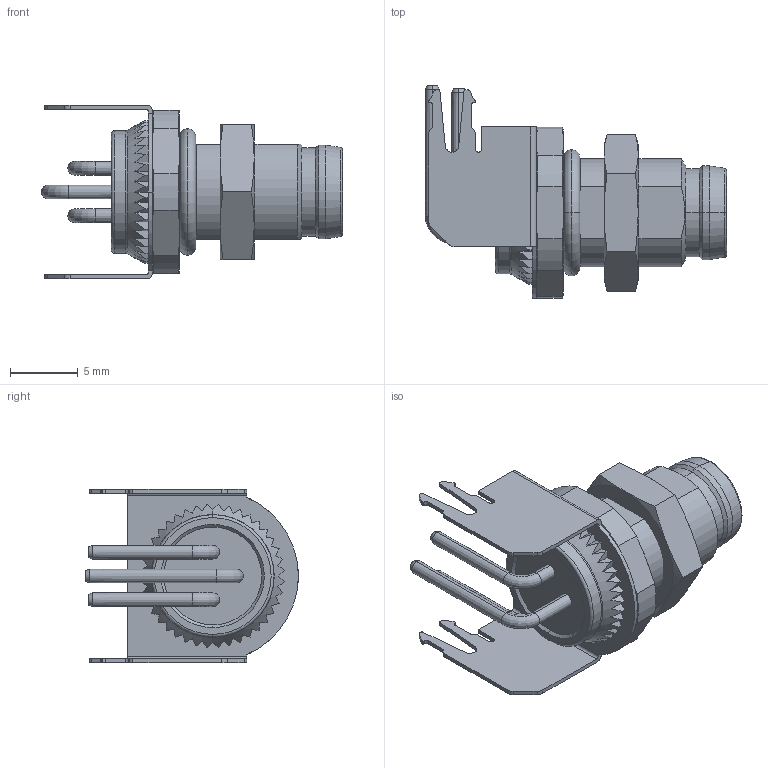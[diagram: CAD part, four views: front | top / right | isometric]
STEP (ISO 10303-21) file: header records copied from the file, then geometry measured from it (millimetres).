
FILE_DESCRIPTION(('STEP AP242'),'1');
FILE_NAME('86_6319_1121_00003.stp','2023-11-18T08:55:22',('TraceParts'),('TraceParts S.A.'),'Spatial InterOp 3D',' ',' ');
FILE_SCHEMA(('AP242_MANAGED_MODEL_BASED_3D_ENGINEERING_MIM_LF {1 0 10303 442 1 1 4}'));
Length unit declared in the file: millimetre
Products named in the file (1): 86_6319_1121_00003_1
Bounding box: 22.15 x 15.65 x 12.8 mm (x, y, z)
Volume: 1089.3 mm3; surface area: 1614 mm2
Topology: 3 solids, 3 shells, 347 faces, 934 edges, 586 vertices
Faces by surface type: plane 151, cylinder 108, cone 38, bspline 28, torus 16, sphere 6
Entity records: 16632 total; most frequent: CARTESIAN_POINT 8252, ORIENTED_EDGE 1836, DIRECTION 1679, EDGE_CURVE 918, AXIS2_PLACEMENT_3D 627, VERTEX_POINT 586, LINE 425, VECTOR 425
